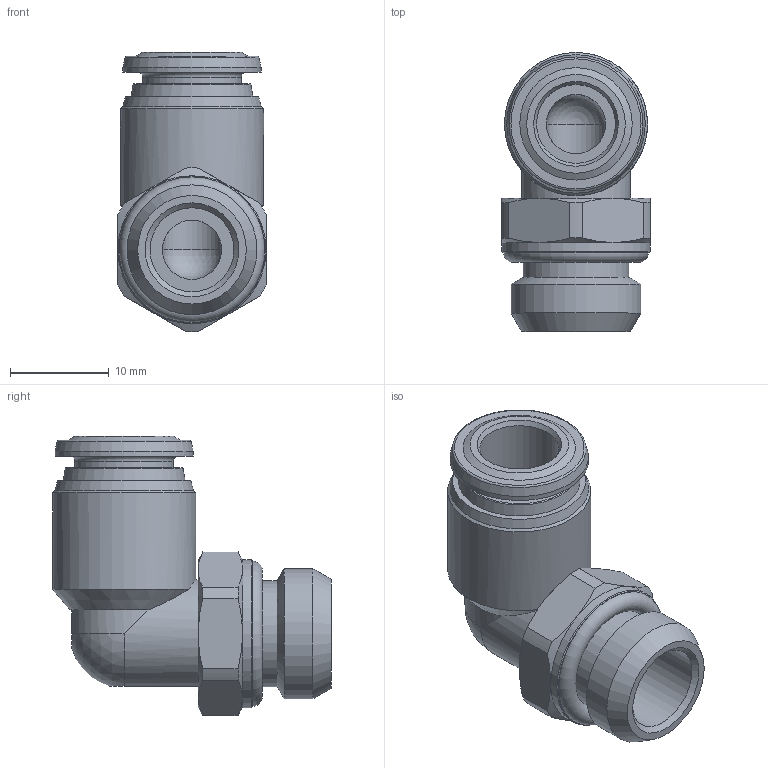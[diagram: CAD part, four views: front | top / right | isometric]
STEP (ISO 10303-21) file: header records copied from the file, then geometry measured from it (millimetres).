
FILE_DESCRIPTION(/* description */ ('STEP AP214'),/* implementation_level */ '2;1');
FILE_NAME(/* name */ '8085684_NPQR-L-G14-Q8',/* time_stamp */ '2024-09-13T08:40:50+02:00',/* author */ ('License CC BY-ND 4.0'),/* organization */ ('CADENAS'),/* preprocessor_version */ 'ST-DEVELOPER v19.3',/* originating_system */ 'PARTsolutions',/* authorisation */ ' ');
FILE_SCHEMA (('AUTOMOTIVE_DESIGN {1 0 10303 214 3 1 1}'));
Length unit declared in the file: millimetre
Products named in the file (1): 8085684 NPQR-L-G14-Q8---(high)
Bounding box: 15 x 28.25 x 28.3 mm (x, y, z)
Volume: 3802.1 mm3; surface area: 3113.3 mm2
Topology: 1 solids, 1 shells, 67 faces, 144 edges, 86 vertices
Faces by surface type: cone 23, cylinder 19, plane 19, torus 4, sphere 2
Full cylindrical faces by diameter (mm): 6 x2, 8 x1, 8.5 x1, 10 x1, 10.7 x1, 13.157 x1, 14 x1, 14.5 x1, 15 x1
Entity records: 2186 total; most frequent: CARTESIAN_POINT 353, DIRECTION 296, ORIENTED_EDGE 232, AXIS2_PLACEMENT_3D 139, EDGE_CURVE 116, EDGE_LOOP 101, FACE_BOUND 101, VERTEX_POINT 83
